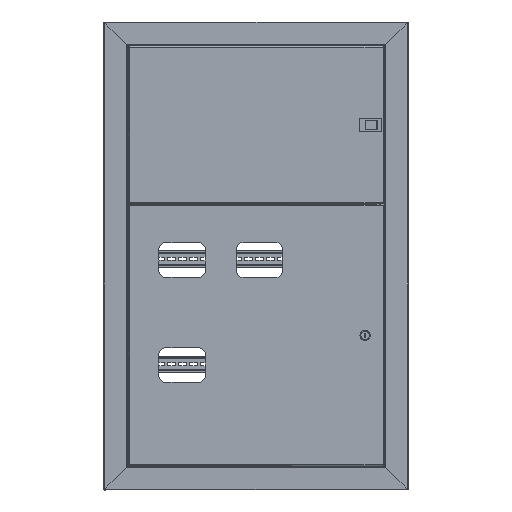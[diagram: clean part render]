
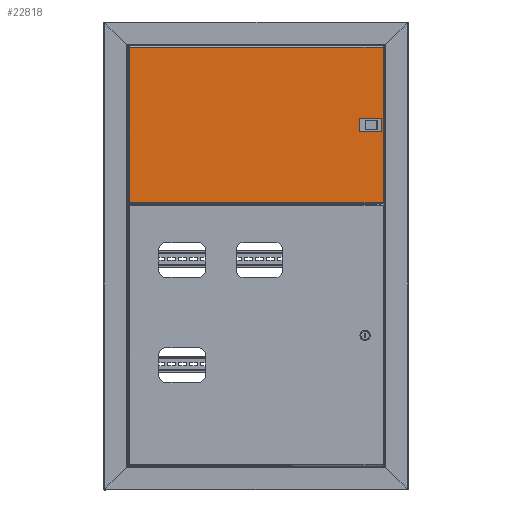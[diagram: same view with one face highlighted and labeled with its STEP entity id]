
A CAD part, top view. The second image highlights one B-rep face of the part: STEP entity #22818.
In plain terms, the highlighted planar face has unit normal (0, 0, 1).
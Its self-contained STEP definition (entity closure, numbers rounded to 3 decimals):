
#257 = DIRECTION ( 'NONE',  ( 0., 1., 0. ) ) ;
#555 = VERTEX_POINT ( 'NONE', #14123 ) ;
#5184 = ORIENTED_EDGE ( 'NONE', *, *, #32617, .F. ) ;
#5329 = DIRECTION ( 'NONE',  ( -1., 0., 0. ) ) ;
#5498 = CARTESIAN_POINT ( 'NONE',  ( 181.2, 48.5, 0. ) ) ;
#6088 = EDGE_CURVE ( 'NONE', #32714, #23471, #21399, .T. ) ;
#7671 = EDGE_LOOP ( 'NONE', ( #57095, #55461, #42897, #52414 ) ) ;
#8224 = VECTOR ( 'NONE', #5329, 1000. ) ;
#8826 = DIRECTION ( 'NONE',  ( 1., 0., 0. ) ) ;
#9966 = CARTESIAN_POINT ( 'NONE',  ( 1.7, 544.293, 0. ) ) ;
#10125 = CARTESIAN_POINT ( 'NONE',  ( 181.2, 48.5, 0. ) ) ;
#10261 = VECTOR ( 'NONE', #12817, 1000. ) ;
#12148 = AXIS2_PLACEMENT_3D ( 'NONE', #34265, #24594, #38405 ) ;
#12524 = FACE_BOUND ( 'NONE', #51533, .T. ) ;
#12817 = DIRECTION ( 'NONE',  ( 0., 1., 0. ) ) ;
#13447 = VERTEX_POINT ( 'NONE', #18710 ) ;
#14123 = CARTESIAN_POINT ( 'NONE',  ( 155.2, 48.5, 0. ) ) ;
#14377 = LINE ( 'NONE', #9966, #30195 ) ;
#16116 = EDGE_CURVE ( 'NONE', #13447, #50784, #54545, .T. ) ;
#17728 = DIRECTION ( 'NONE',  ( 1., 0., 0. ) ) ;
#18710 = CARTESIAN_POINT ( 'NONE',  ( 181.2, 10., 0. ) ) ;
#20449 = PLANE ( 'NONE',  #12148 ) ;
#20462 = EDGE_CURVE ( 'NONE', #38101, #30758, #31507, .T. ) ;
#20575 = VECTOR ( 'NONE', #257, 1000. ) ;
#20754 = FACE_OUTER_BOUND ( 'NONE', #7671, .T. ) ;
#21399 = LINE ( 'NONE', #43740, #24359 ) ;
#22818 = ADVANCED_FACE ( 'NONE', ( #12524, #20754 ), #20449, .F. ) ;
#23471 = VERTEX_POINT ( 'NONE', #28308 ) ;
#24196 = EDGE_CURVE ( 'NONE', #30758, #32714, #26044, .T. ) ;
#24237 = ORIENTED_EDGE ( 'NONE', *, *, #48885, .F. ) ;
#24359 = VECTOR ( 'NONE', #57816, 1000. ) ;
#24594 = DIRECTION ( 'NONE',  ( 0., 0., -1. ) ) ;
#26044 = LINE ( 'NONE', #53932, #10261 ) ;
#26771 = EDGE_CURVE ( 'NONE', #23471, #38101, #14377, .T. ) ;
#28308 = CARTESIAN_POINT ( 'NONE',  ( 1.7, 544., 0. ) ) ;
#29534 = VECTOR ( 'NONE', #53143, 1000. ) ;
#29772 = VERTEX_POINT ( 'NONE', #32699 ) ;
#30195 = VECTOR ( 'NONE', #44942, 1000. ) ;
#30758 = VERTEX_POINT ( 'NONE', #56613 ) ;
#31151 = LINE ( 'NONE', #49067, #42700 ) ;
#31507 = LINE ( 'NONE', #57935, #36546 ) ;
#32341 = CARTESIAN_POINT ( 'NONE',  ( 334.7, 544., 0. ) ) ;
#32617 = EDGE_CURVE ( 'NONE', #50784, #555, #43829, .T. ) ;
#32699 = CARTESIAN_POINT ( 'NONE',  ( 155.2, 10., 0. ) ) ;
#32714 = VERTEX_POINT ( 'NONE', #32341 ) ;
#34265 = CARTESIAN_POINT ( 'NONE',  ( 0., 545.7, 0. ) ) ;
#35250 = LINE ( 'NONE', #57568, #29534 ) ;
#36546 = VECTOR ( 'NONE', #17728, 1000. ) ;
#38101 = VERTEX_POINT ( 'NONE', #51063 ) ;
#38405 = DIRECTION ( 'NONE',  ( -1., 0., 0. ) ) ;
#41052 = ORIENTED_EDGE ( 'NONE', *, *, #16116, .F. ) ;
#42700 = VECTOR ( 'NONE', #8826, 1000. ) ;
#42897 = ORIENTED_EDGE ( 'NONE', *, *, #6088, .T. ) ;
#43740 = CARTESIAN_POINT ( 'NONE',  ( 334.993, 544., 0. ) ) ;
#43829 = LINE ( 'NONE', #44433, #8224 ) ;
#44433 = CARTESIAN_POINT ( 'NONE',  ( 155.2, 48.5, 0. ) ) ;
#44942 = DIRECTION ( 'NONE',  ( 0., -1., 0. ) ) ;
#48598 = EDGE_CURVE ( 'NONE', #555, #29772, #35250, .T. ) ;
#48885 = EDGE_CURVE ( 'NONE', #29772, #13447, #31151, .T. ) ;
#49067 = CARTESIAN_POINT ( 'NONE',  ( 155.2, 10., 0. ) ) ;
#50784 = VERTEX_POINT ( 'NONE', #10125 ) ;
#50841 = ORIENTED_EDGE ( 'NONE', *, *, #48598, .F. ) ;
#51063 = CARTESIAN_POINT ( 'NONE',  ( 1.7, 1.7, 0. ) ) ;
#51533 = EDGE_LOOP ( 'NONE', ( #24237, #50841, #5184, #41052 ) ) ;
#52414 = ORIENTED_EDGE ( 'NONE', *, *, #26771, .T. ) ;
#53143 = DIRECTION ( 'NONE',  ( 0., -1., 0. ) ) ;
#53932 = CARTESIAN_POINT ( 'NONE',  ( 334.7, 0., 0. ) ) ;
#54545 = LINE ( 'NONE', #5498, #20575 ) ;
#55461 = ORIENTED_EDGE ( 'NONE', *, *, #24196, .T. ) ;
#56613 = CARTESIAN_POINT ( 'NONE',  ( 334.7, 1.7, 0. ) ) ;
#57095 = ORIENTED_EDGE ( 'NONE', *, *, #20462, .T. ) ;
#57568 = CARTESIAN_POINT ( 'NONE',  ( 155.2, 48.5, 0. ) ) ;
#57816 = DIRECTION ( 'NONE',  ( -1., 0., 0. ) ) ;
#57935 = CARTESIAN_POINT ( 'NONE',  ( 1.7, 1.7, 0. ) ) ;
